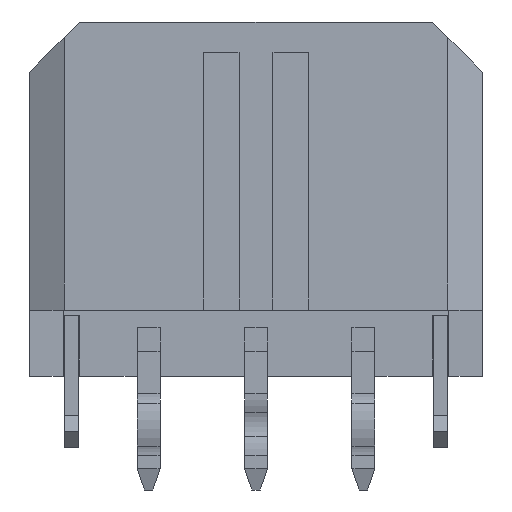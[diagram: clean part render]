
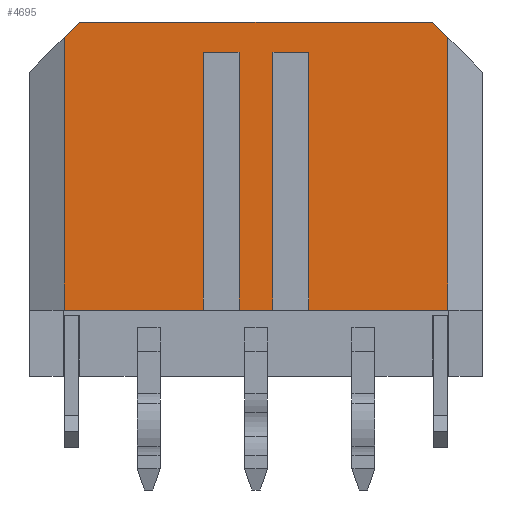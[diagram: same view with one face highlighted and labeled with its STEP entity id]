
A CAD part, front view. The second image highlights one B-rep face of the part: STEP entity #4695.
In plain terms, the highlighted planar face has unit normal (0, -1, 0).
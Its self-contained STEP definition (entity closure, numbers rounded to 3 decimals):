
#733=DIRECTION('',(0.,0.,1.));
#734=VECTOR('',#733,7.2);
#735=CARTESIAN_POINT('',(0.475,-1.93,-3.1));
#736=LINE('',#735,#734);
#737=DIRECTION('',(-1.,0.,0.));
#738=VECTOR('',#737,0.95);
#739=CARTESIAN_POINT('',(0.475,-1.93,-3.1));
#740=LINE('',#739,#738);
#741=DIRECTION('',(0.,0.,1.));
#742=VECTOR('',#741,7.2);
#743=CARTESIAN_POINT('',(-0.475,-1.93,-3.1));
#744=LINE('',#743,#742);
#745=DIRECTION('',(-1.,0.,0.));
#746=VECTOR('',#745,1.);
#747=CARTESIAN_POINT('',(-0.475,-1.93,4.1));
#748=LINE('',#747,#746);
#749=DIRECTION('',(0.,0.,1.));
#750=VECTOR('',#749,7.2);
#751=CARTESIAN_POINT('',(-1.475,-1.93,-3.1));
#752=LINE('',#751,#750);
#753=DIRECTION('',(-1.,0.,0.));
#754=VECTOR('',#753,3.89);
#755=CARTESIAN_POINT('',(-1.475,-1.93,-3.1));
#756=LINE('',#755,#754);
#757=DIRECTION('',(0.,0.,1.));
#758=VECTOR('',#757,7.61);
#759=CARTESIAN_POINT('',(-5.365,-1.93,-3.1));
#760=LINE('',#759,#758);
#761=DIRECTION('',(-0.707,0.,-0.707));
#762=VECTOR('',#761,0.622);
#763=CARTESIAN_POINT('',(-4.925,-1.93,4.95));
#764=LINE('',#763,#762);
#765=DIRECTION('',(1.,0.,0.));
#766=VECTOR('',#765,9.85);
#767=CARTESIAN_POINT('',(-4.925,-1.93,4.95));
#768=LINE('',#767,#766);
#769=DIRECTION('',(-0.707,0.,0.707));
#770=VECTOR('',#769,0.622);
#771=CARTESIAN_POINT('',(5.365,-1.93,4.51));
#772=LINE('',#771,#770);
#773=DIRECTION('',(0.,0.,-1.));
#774=VECTOR('',#773,7.61);
#775=CARTESIAN_POINT('',(5.365,-1.93,4.51));
#776=LINE('',#775,#774);
#777=DIRECTION('',(-1.,0.,0.));
#778=VECTOR('',#777,3.89);
#779=CARTESIAN_POINT('',(5.365,-1.93,-3.1));
#780=LINE('',#779,#778);
#781=DIRECTION('',(0.,0.,1.));
#782=VECTOR('',#781,7.2);
#783=CARTESIAN_POINT('',(1.475,-1.93,-3.1));
#784=LINE('',#783,#782);
#785=DIRECTION('',(-1.,0.,0.));
#786=VECTOR('',#785,1.);
#787=CARTESIAN_POINT('',(1.475,-1.93,4.1));
#788=LINE('',#787,#786);
#2981=CARTESIAN_POINT('',(0.475,-1.93,-3.1));
#2982=CARTESIAN_POINT('',(0.475,-1.93,4.1));
#2983=VERTEX_POINT('',#2981);
#2984=VERTEX_POINT('',#2982);
#2985=CARTESIAN_POINT('',(1.475,-1.93,-3.1));
#2986=CARTESIAN_POINT('',(1.475,-1.93,4.1));
#2987=VERTEX_POINT('',#2985);
#2988=VERTEX_POINT('',#2986);
#3049=CARTESIAN_POINT('',(-4.925,-1.93,4.95));
#3050=CARTESIAN_POINT('',(-5.365,-1.93,4.51));
#3051=VERTEX_POINT('',#3049);
#3052=VERTEX_POINT('',#3050);
#3053=CARTESIAN_POINT('',(5.365,-1.93,4.51));
#3054=CARTESIAN_POINT('',(4.925,-1.93,4.95));
#3055=VERTEX_POINT('',#3053);
#3056=VERTEX_POINT('',#3054);
#3149=CARTESIAN_POINT('',(-5.365,-1.93,-3.1));
#3150=VERTEX_POINT('',#3149);
#3151=CARTESIAN_POINT('',(5.365,-1.93,-3.1));
#3152=VERTEX_POINT('',#3151);
#3189=CARTESIAN_POINT('',(-0.475,-1.93,-3.1));
#3190=VERTEX_POINT('',#3189);
#3199=CARTESIAN_POINT('',(-0.475,-1.93,4.1));
#3200=CARTESIAN_POINT('',(-1.475,-1.93,4.1));
#3201=VERTEX_POINT('',#3199);
#3202=VERTEX_POINT('',#3200);
#3203=CARTESIAN_POINT('',(-1.475,-1.93,-3.1));
#3204=VERTEX_POINT('',#3203);
#4661=CARTESIAN_POINT('',(-6.325,-1.93,4.95));
#4662=DIRECTION('',(0.,-1.,0.));
#4663=DIRECTION('',(0.,0.,-1.));
#4664=AXIS2_PLACEMENT_3D('',#4661,#4662,#4663);
#4665=PLANE('',#4664);
#4667=ORIENTED_EDGE('',*,*,#4666,.F.);
#4669=ORIENTED_EDGE('',*,*,#4668,.T.);
#4671=ORIENTED_EDGE('',*,*,#4670,.T.);
#4673=ORIENTED_EDGE('',*,*,#4672,.T.);
#4675=ORIENTED_EDGE('',*,*,#4674,.F.);
#4677=ORIENTED_EDGE('',*,*,#4676,.T.);
#4679=ORIENTED_EDGE('',*,*,#4678,.T.);
#4681=ORIENTED_EDGE('',*,*,#4680,.F.);
#4683=ORIENTED_EDGE('',*,*,#4682,.T.);
#4685=ORIENTED_EDGE('',*,*,#4684,.F.);
#4686=ORIENTED_EDGE('',*,*,#4650,.T.);
#4688=ORIENTED_EDGE('',*,*,#4687,.T.);
#4690=ORIENTED_EDGE('',*,*,#4689,.T.);
#4692=ORIENTED_EDGE('',*,*,#4691,.T.);
#4693=EDGE_LOOP('',(#4667,#4669,#4671,#4673,#4675,#4677,#4679,#4681,#4683,#4685,
#4686,#4688,#4690,#4692));
#4694=FACE_OUTER_BOUND('',#4693,.F.);
#4695=ADVANCED_FACE('',(#4694),#4665,.T.);
#4650=EDGE_CURVE('',#3055,#3152,#776,.T.);
#4666=EDGE_CURVE('',#2983,#2984,#736,.T.);
#4668=EDGE_CURVE('',#2983,#3190,#740,.T.);
#4670=EDGE_CURVE('',#3190,#3201,#744,.T.);
#4672=EDGE_CURVE('',#3201,#3202,#748,.T.);
#4674=EDGE_CURVE('',#3204,#3202,#752,.T.);
#4676=EDGE_CURVE('',#3204,#3150,#756,.T.);
#4678=EDGE_CURVE('',#3150,#3052,#760,.T.);
#4680=EDGE_CURVE('',#3051,#3052,#764,.T.);
#4682=EDGE_CURVE('',#3051,#3056,#768,.T.);
#4684=EDGE_CURVE('',#3055,#3056,#772,.T.);
#4687=EDGE_CURVE('',#3152,#2987,#780,.T.);
#4689=EDGE_CURVE('',#2987,#2988,#784,.T.);
#4691=EDGE_CURVE('',#2988,#2984,#788,.T.);
